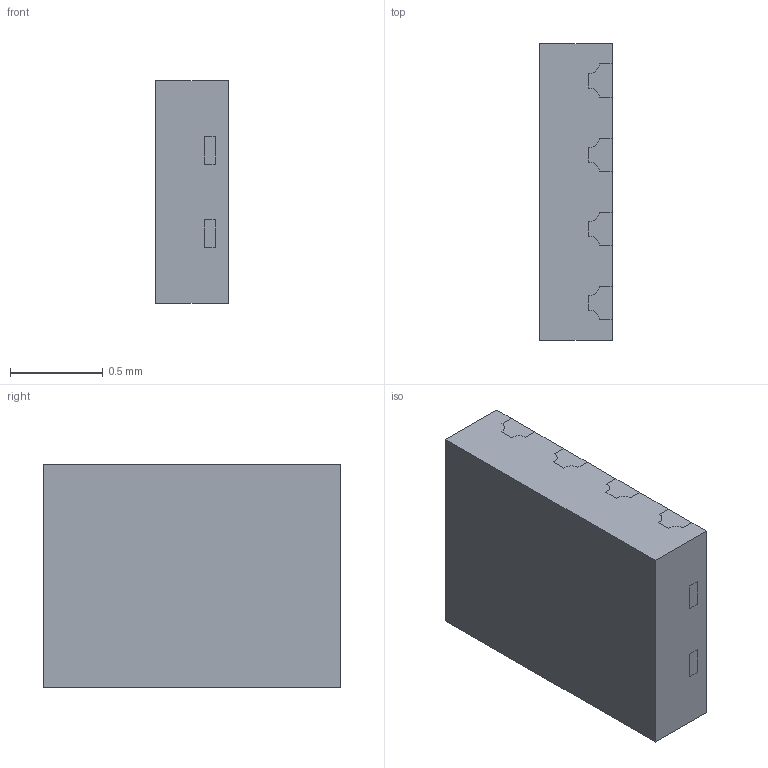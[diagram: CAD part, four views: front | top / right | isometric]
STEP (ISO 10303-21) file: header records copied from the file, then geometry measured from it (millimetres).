
FILE_DESCRIPTION(/* description */ ('Unknown','CAx-IF Rec.Pracs.---Representation and Presentation of Product Manufacturing Information (PMI)---4.0---2014-10-13','CAx-IF Rec.Pracs.---3D Tessellated Geometry---0.4---2014-09-14','2;1'),/* implementation_level */ '2;1');
FILE_NAME(/* name */ 'DFN1612B-8 3D1',/* time_stamp */ '2024-11-28T11:05:58+08:00',/* author */ ('Unknown'),/* organization */ ('Unknown'),/* preprocessor_version */ 'ST-DEVELOPER v18.1',/* originating_system */ 'Solid Edge',/* authorisation */ 'Unknown');
FILE_SCHEMA (('AP242_MANAGED_MODEL_BASED_3D_ENGINEERING_MIM_LF { 1 0 10303 442 1 1 4 }'));
Length unit declared in the file: millimetre
Products named in the file (3): DFN1612B-8 3D1; Compound_1; LDF_1
Assembly tree (2 placements, depth 2):
  DFN1612B-8 3D1
    Compound_1
    LDF_1
Bounding box: 0.39 x 1.6 x 1.2 mm (x, y, z)
Volume: 0.7 mm3; surface area: 12 mm2
Topology: 10 solids, 10 shells, 353 faces, 970 edges, 636 vertices
Faces by surface type: plane 265, cylinder 88
Entity records: 12466 total; most frequent: CARTESIAN_POINT 1964, ORIENTED_EDGE 1940, DIRECTION 1862, EDGE_CURVE 970, LINE 794, VECTOR 794, VERTEX_POINT 636, AXIS2_PLACEMENT_3D 534
